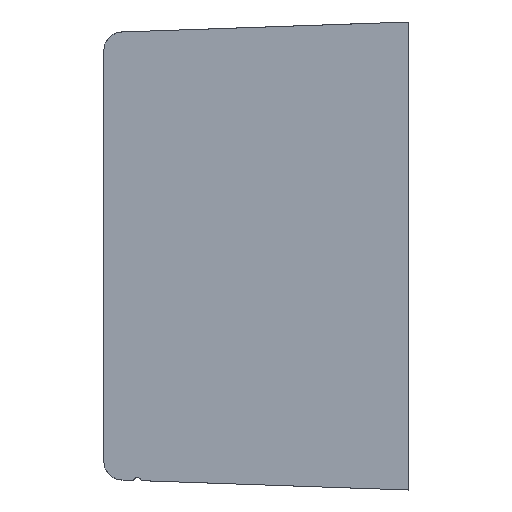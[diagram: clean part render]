
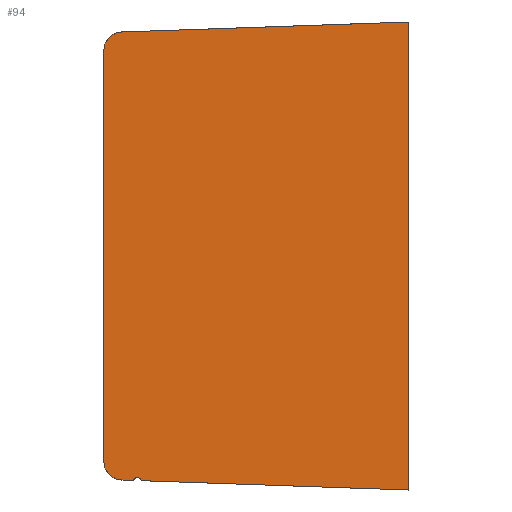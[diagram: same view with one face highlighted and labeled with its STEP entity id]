
A CAD part, left-side view. The second image highlights one B-rep face of the part: STEP entity #94.
In plain terms, the highlighted planar face has unit normal (-1, 0, 0).
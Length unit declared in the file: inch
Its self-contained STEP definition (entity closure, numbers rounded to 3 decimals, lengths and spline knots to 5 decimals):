
#94 = ADVANCED_FACE ( 'NONE', ( #10758 ), #11609, .F. ) ;
#239 = VERTEX_POINT ( 'NONE', #16304 ) ;
#430 = VECTOR ( 'NONE', #17002, 39.37008 ) ;
#829 = VERTEX_POINT ( 'NONE', #16002 ) ;
#947 = VERTEX_POINT ( 'NONE', #4325 ) ;
#1181 = LINE ( 'NONE', #18782, #430 ) ;
#1555 = EDGE_CURVE ( 'NONE', #239, #7332, #22095, .T. ) ;
#2177 = EDGE_CURVE ( 'NONE', #947, #30454, #1181, .T. ) ;
#2926 = VECTOR ( 'NONE', #16853, 39.37008 ) ;
#2939 = ORIENTED_EDGE ( 'NONE', *, *, #27291, .T. ) ;
#3632 = CARTESIAN_POINT ( 'NONE',  ( -0.9935, 2.89106, -2.41359 ) ) ;
#4325 = CARTESIAN_POINT ( 'NONE',  ( -0.9935, 2.84799, -2.40055 ) ) ;
#4626 = DIRECTION ( 'NONE',  ( 0., 1., 0. ) ) ;
#4846 = CARTESIAN_POINT ( 'NONE',  ( -0.9935, 0., -2.5 ) ) ;
#4962 = CARTESIAN_POINT ( 'NONE',  ( -0.9935, 3.05, -2.19337 ) ) ;
#5705 = CARTESIAN_POINT ( 'NONE',  ( -0.9935, 2.93311, -2.39757 ) ) ;
#6196 = DIRECTION ( 'NONE',  ( 0., -1., 0. ) ) ;
#7053 = DIRECTION ( 'NONE',  ( -1., 0., 0. ) ) ;
#7332 = VERTEX_POINT ( 'NONE', #13664 ) ;
#8281 = DIRECTION ( 'NONE',  ( 0., 0., -1. ) ) ;
#8647 = DIRECTION ( 'NONE',  ( 0., -0.999, -0.035 ) ) ;
#9414 = LINE ( 'NONE', #32404, #23556 ) ;
#9488 = CIRCLE ( 'NONE', #33848, 0.045 ) ;
#9882 = ORIENTED_EDGE ( 'NONE', *, *, #30909, .F. ) ;
#9911 = CARTESIAN_POINT ( 'NONE',  ( -0.9935, 0., 2.5 ) ) ;
#10039 = ORIENTED_EDGE ( 'NONE', *, *, #2177, .T. ) ;
#10677 = DIRECTION ( 'NONE',  ( 0., 1., 0. ) ) ;
#10758 = FACE_OUTER_BOUND ( 'NONE', #20746, .T. ) ;
#10901 = CARTESIAN_POINT ( 'NONE',  ( -0.9935, 3.25, 2.5 ) ) ;
#11609 = PLANE ( 'NONE',  #14565 ) ;
#12535 = DIRECTION ( 'NONE',  ( 0., 0., -1. ) ) ;
#12681 = DIRECTION ( 'NONE',  ( -1., 0., 0. ) ) ;
#12798 = VECTOR ( 'NONE', #12535, 39.37008 ) ;
#13664 = CARTESIAN_POINT ( 'NONE',  ( -0.9935, 3.05698, -2.39325 ) ) ;
#13812 = ORIENTED_EDGE ( 'NONE', *, *, #27073, .T. ) ;
#14061 = ORIENTED_EDGE ( 'NONE', *, *, #1555, .T. ) ;
#14565 = AXIS2_PLACEMENT_3D ( 'NONE', #17956, #17916, #10677 ) ;
#15247 = VECTOR ( 'NONE', #8281, 39.37008 ) ;
#16002 = CARTESIAN_POINT ( 'NONE',  ( -0.9935, 3.25, 2.19337 ) ) ;
#16304 = CARTESIAN_POINT ( 'NONE',  ( -0.9935, 3.25, -2.19337 ) ) ;
#16852 = ORIENTED_EDGE ( 'NONE', *, *, #19982, .T. ) ;
#16853 = DIRECTION ( 'NONE',  ( 0., -0.999, 0.035 ) ) ;
#17002 = DIRECTION ( 'NONE',  ( 0., -0.999, -0.035 ) ) ;
#17392 = EDGE_CURVE ( 'NONE', #947, #28917, #9488, .T. ) ;
#17916 = DIRECTION ( 'NONE',  ( 1., 0., 0. ) ) ;
#17956 = CARTESIAN_POINT ( 'NONE',  ( -0.9935, 3.25, 2.5 ) ) ;
#18782 = CARTESIAN_POINT ( 'NONE',  ( -0.9935, 3.42043, -2.38056 ) ) ;
#19982 = EDGE_CURVE ( 'NONE', #829, #239, #22371, .T. ) ;
#20746 = EDGE_LOOP ( 'NONE', ( #10039, #9882, #30132, #13812, #16852, #14061, #2939, #28635 ) ) ;
#21999 = DIRECTION ( 'NONE',  ( -1., 0., 0. ) ) ;
#22095 = CIRCLE ( 'NONE', #23021, 0.2 ) ;
#22371 = LINE ( 'NONE', #10901, #15247 ) ;
#22921 = CARTESIAN_POINT ( 'NONE',  ( -0.9935, 3.05, 2.19337 ) ) ;
#23021 = AXIS2_PLACEMENT_3D ( 'NONE', #4962, #12681, #4626 ) ;
#23108 = LINE ( 'NONE', #30202, #2926 ) ;
#23556 = VECTOR ( 'NONE', #8647, 39.37008 ) ;
#26155 = DIRECTION ( 'NONE',  ( 0., 1., 0. ) ) ;
#26387 = AXIS2_PLACEMENT_3D ( 'NONE', #22921, #7053, #26155 ) ;
#27018 = LINE ( 'NONE', #9911, #12798 ) ;
#27073 = EDGE_CURVE ( 'NONE', #29134, #829, #30644, .T. ) ;
#27291 = EDGE_CURVE ( 'NONE', #7332, #28917, #9414, .T. ) ;
#27737 = VERTEX_POINT ( 'NONE', #29426 ) ;
#28635 = ORIENTED_EDGE ( 'NONE', *, *, #17392, .F. ) ;
#28917 = VERTEX_POINT ( 'NONE', #5705 ) ;
#29134 = VERTEX_POINT ( 'NONE', #33410 ) ;
#29426 = CARTESIAN_POINT ( 'NONE',  ( -0.9935, 0., 2.5 ) ) ;
#30132 = ORIENTED_EDGE ( 'NONE', *, *, #31980, .F. ) ;
#30202 = CARTESIAN_POINT ( 'NONE',  ( -0.9935, 3.24604, 2.38665 ) ) ;
#30454 = VERTEX_POINT ( 'NONE', #4846 ) ;
#30644 = CIRCLE ( 'NONE', #26387, 0.2 ) ;
#30909 = EDGE_CURVE ( 'NONE', #27737, #30454, #27018, .T. ) ;
#31980 = EDGE_CURVE ( 'NONE', #29134, #27737, #23108, .T. ) ;
#32404 = CARTESIAN_POINT ( 'NONE',  ( -0.9935, 3.42043, -2.38056 ) ) ;
#33410 = CARTESIAN_POINT ( 'NONE',  ( -0.9935, 3.05698, 2.39325 ) ) ;
#33848 = AXIS2_PLACEMENT_3D ( 'NONE', #3632, #21999, #6196 ) ;
